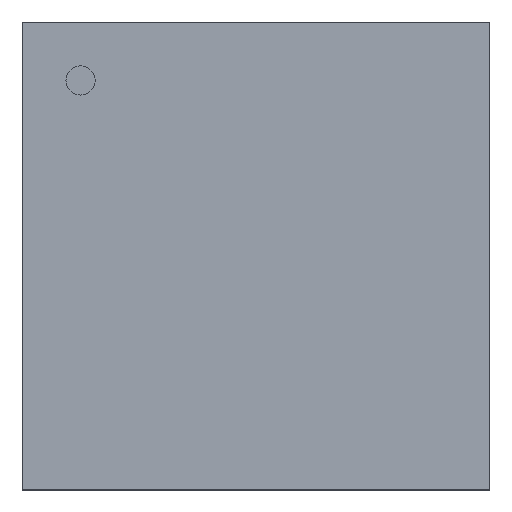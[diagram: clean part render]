
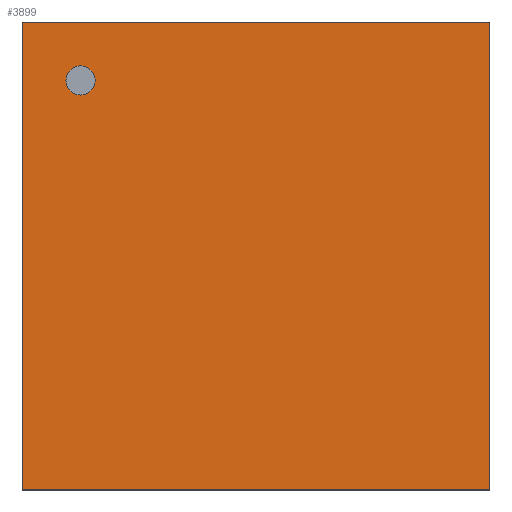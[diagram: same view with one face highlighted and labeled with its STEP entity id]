
A CAD part, top view. The second image highlights one B-rep face of the part: STEP entity #3899.
In plain terms, the highlighted planar face has unit normal (0, 0, 1).
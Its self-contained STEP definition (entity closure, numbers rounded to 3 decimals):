
#17=LINE('',#7291,#29);
#20=LINE('',#7297,#32);
#23=LINE('',#7303,#35);
#26=LINE('',#7307,#38);
#29=VECTOR('',#6239,16.);
#32=VECTOR('',#6244,16.);
#35=VECTOR('',#6249,16.);
#38=VECTOR('',#6254,16.);
#480=FACE_BOUND('',#1654,.T.);
#1065=FACE_OUTER_BOUND('',#1653,.T.);
#1653=EDGE_LOOP('',(#3154,#3155,#3156,#3157));
#1654=EDGE_LOOP('',(#3158));
#1948=CIRCLE('',#4772,0.5);
#2240=VERTEX_POINT('',#7281);
#2243=VERTEX_POINT('',#7288);
#2244=VERTEX_POINT('',#7290);
#2246=VERTEX_POINT('',#7296);
#2248=VERTEX_POINT('',#7302);
#2540=EDGE_CURVE('',#2240,#2240,#1948,.T.);
#2543=EDGE_CURVE('',#2244,#2243,#17,.T.);
#2546=EDGE_CURVE('',#2246,#2244,#20,.T.);
#2549=EDGE_CURVE('',#2248,#2246,#23,.T.);
#2552=EDGE_CURVE('',#2243,#2248,#26,.T.);
#3154=ORIENTED_EDGE('',*,*,#2552,.T.);
#3155=ORIENTED_EDGE('',*,*,#2549,.T.);
#3156=ORIENTED_EDGE('',*,*,#2546,.T.);
#3157=ORIENTED_EDGE('',*,*,#2543,.T.);
#3158=ORIENTED_EDGE('',*,*,#2540,.T.);
#3457=PLANE('',#4779);
#3899=ADVANCED_FACE('',(#1065,#480),#3457,.T.);
#4772=AXIS2_PLACEMENT_3D('',#7282,#6231,#6232);
#4779=AXIS2_PLACEMENT_3D('',#7309,#6257,#6258);
#6231=DIRECTION('center_axis',(0.,0.,-1.));
#6232=DIRECTION('ref_axis',(-1.,0.,0.));
#6239=DIRECTION('',(0.,1.,0.));
#6244=DIRECTION('',(1.,0.,0.));
#6249=DIRECTION('',(0.,-1.,0.));
#6254=DIRECTION('',(-1.,0.,0.));
#6257=DIRECTION('center_axis',(0.,0.,1.));
#6258=DIRECTION('ref_axis',(1.,0.,0.));
#7281=CARTESIAN_POINT('',(-5.5,6.,5.21));
#7282=CARTESIAN_POINT('Origin',(-6.,6.,5.21));
#7288=CARTESIAN_POINT('',(8.,8.,5.21));
#7290=CARTESIAN_POINT('',(8.,-8.,5.21));
#7291=CARTESIAN_POINT('',(8.,8.,5.21));
#7296=CARTESIAN_POINT('',(-8.,-8.,5.21));
#7297=CARTESIAN_POINT('',(8.,-8.,5.21));
#7302=CARTESIAN_POINT('',(-8.,8.,5.21));
#7303=CARTESIAN_POINT('',(-8.,-8.,5.21));
#7307=CARTESIAN_POINT('',(-8.,8.,5.21));
#7309=CARTESIAN_POINT('Origin',(0.,0.,5.21));
